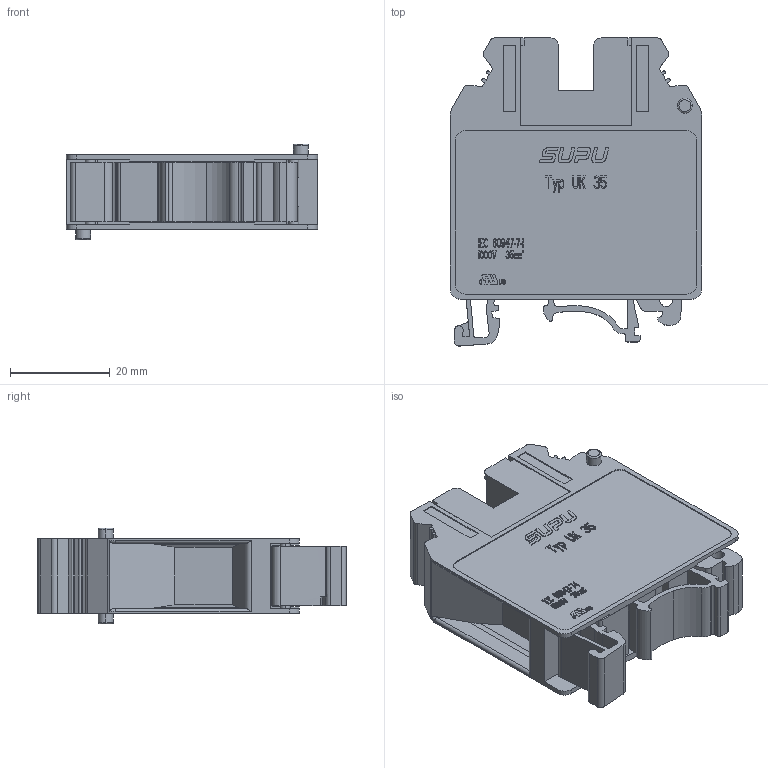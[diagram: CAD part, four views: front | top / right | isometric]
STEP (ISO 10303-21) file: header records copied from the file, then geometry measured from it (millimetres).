
FILE_DESCRIPTION(/* description */ (''),/* implementation_level */ '2;1');
FILE_NAME(/* name */ '335901.stp',/* time_stamp */ '2017-11-28T08:58:39+08:00',/* author */ (''),/* organization */ (''),/* preprocessor_version */ 'ST-DEVELOPER v14',/* originating_system */ 'SIEMENS PLM Software NX 8.0',/* authorisation */ '');
FILE_SCHEMA (('CONFIG_CONTROL_DESIGN'));
Products named in the file (1): sp1217t1001_stp
Bounding box: 50.3 x 61.68 x 19.2 mm (x, y, z)
Volume: 30989.6 mm3; surface area: 13421.9 mm2
Topology: 1 solids, 7 shells, 2418 faces, 6865 edges, 4568 vertices
Faces by surface type: plane 2198, cylinder 128, bspline 58, cone 22, torus 12
Full cylindrical faces by diameter (mm): 6.85 x2
Entity records: 82766 total; most frequent: CARTESIAN_POINT 19885, ORIENTED_EDGE 13726, DIRECTION 11754, EDGE_CURVE 6863, LINE 6416, VECTOR 6416, VERTEX_POINT 4568, AXIS2_PLACEMENT_3D 2669
